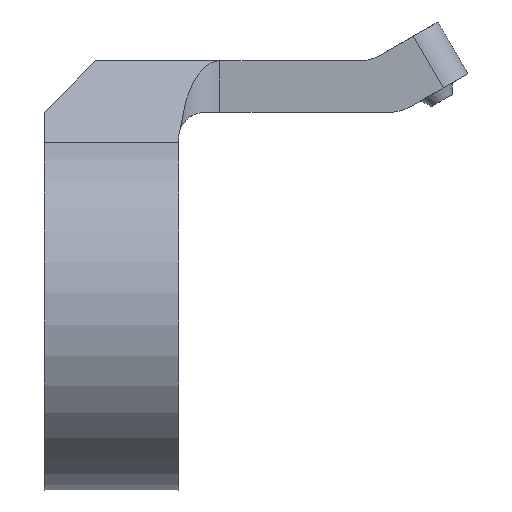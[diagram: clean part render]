
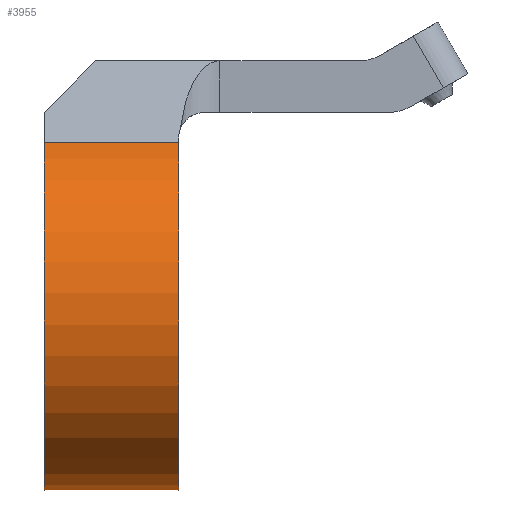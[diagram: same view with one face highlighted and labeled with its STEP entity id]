
A CAD part, front view. The second image highlights one B-rep face of the part: STEP entity #3955.
In plain terms, the highlighted cylindrical face has radius 35.5 mm (diameter 71 mm), a partial arc.
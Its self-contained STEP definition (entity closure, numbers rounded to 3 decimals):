
#326 = LINE ( 'NONE', #6464, #7762 ) ;
#473 = DIRECTION ( 'NONE',  ( 0., 0., 1. ) ) ;
#601 = DIRECTION ( 'NONE',  ( 0., 0., 1. ) ) ;
#660 = CARTESIAN_POINT ( 'NONE',  ( -8., -15.603, 31.887 ) ) ;
#1105 = VECTOR ( 'NONE', #3230, 1000. ) ;
#1329 = LINE ( 'NONE', #8679, #1105 ) ;
#1348 = DIRECTION ( 'NONE',  ( -1., 0., 0. ) ) ;
#1497 = VERTEX_POINT ( 'NONE', #660 ) ;
#1578 = VERTEX_POINT ( 'NONE', #4161 ) ;
#1930 = CIRCLE ( 'NONE', #5190, 35.5 ) ;
#1984 = CARTESIAN_POINT ( 'NONE',  ( -10., 0., 0. ) ) ;
#2429 = CARTESIAN_POINT ( 'NONE',  ( -8., 15.603, 31.887 ) ) ;
#2648 = VERTEX_POINT ( 'NONE', #2429 ) ;
#2947 = AXIS2_PLACEMENT_3D ( 'NONE', #1984, #6602, #5410 ) ;
#3164 = CARTESIAN_POINT ( 'NONE',  ( 18., 0., 0. ) ) ;
#3230 = DIRECTION ( 'NONE',  ( -1., 0., 0. ) ) ;
#3293 = ORIENTED_EDGE ( 'NONE', *, *, #4033, .T. ) ;
#3462 = EDGE_CURVE ( 'NONE', #1578, #6327, #8079, .T. ) ;
#3579 = EDGE_CURVE ( 'NONE', #2648, #1497, #1930, .T. ) ;
#3955 = ADVANCED_FACE ( 'NONE', ( #6778 ), #7973, .T. ) ;
#4033 = EDGE_CURVE ( 'NONE', #6327, #1497, #1329, .T. ) ;
#4161 = CARTESIAN_POINT ( 'NONE',  ( 18., 15.603, 31.887 ) ) ;
#4328 = EDGE_CURVE ( 'NONE', #2648, #1578, #326, .T. ) ;
#4459 = CARTESIAN_POINT ( 'NONE',  ( 18., -15.603, 31.887 ) ) ;
#4547 = AXIS2_PLACEMENT_3D ( 'NONE', #3164, #6579, #473 ) ;
#4712 = EDGE_LOOP ( 'NONE', ( #5970, #8685, #6650, #3293 ) ) ;
#5190 = AXIS2_PLACEMENT_3D ( 'NONE', #7321, #1348, #601 ) ;
#5410 = DIRECTION ( 'NONE',  ( 0., 0., 1. ) ) ;
#5970 = ORIENTED_EDGE ( 'NONE', *, *, #3579, .F. ) ;
#6327 = VERTEX_POINT ( 'NONE', #4459 ) ;
#6464 = CARTESIAN_POINT ( 'NONE',  ( -10., 15.603, 31.887 ) ) ;
#6579 = DIRECTION ( 'NONE',  ( -1., 0., 0. ) ) ;
#6602 = DIRECTION ( 'NONE',  ( -1., 0., 0. ) ) ;
#6650 = ORIENTED_EDGE ( 'NONE', *, *, #3462, .T. ) ;
#6778 = FACE_OUTER_BOUND ( 'NONE', #4712, .T. ) ;
#7321 = CARTESIAN_POINT ( 'NONE',  ( -8., 0., 0. ) ) ;
#7762 = VECTOR ( 'NONE', #8426, 1000. ) ;
#7973 = CYLINDRICAL_SURFACE ( 'NONE', #2947, 35.5 ) ;
#8079 = CIRCLE ( 'NONE', #4547, 35.5 ) ;
#8426 = DIRECTION ( 'NONE',  ( 1., 0., 0. ) ) ;
#8679 = CARTESIAN_POINT ( 'NONE',  ( -10., -15.603, 31.887 ) ) ;
#8685 = ORIENTED_EDGE ( 'NONE', *, *, #4328, .T. ) ;
